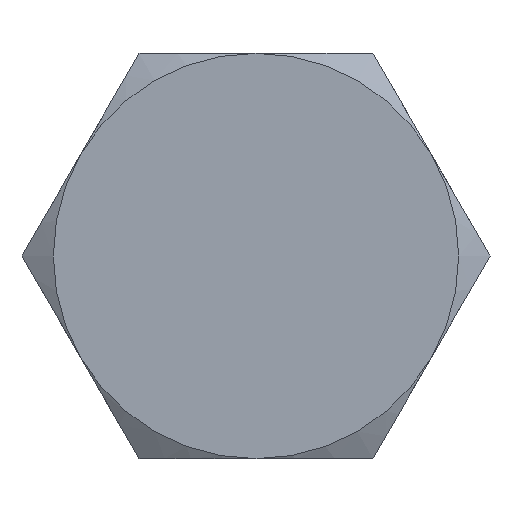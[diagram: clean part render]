
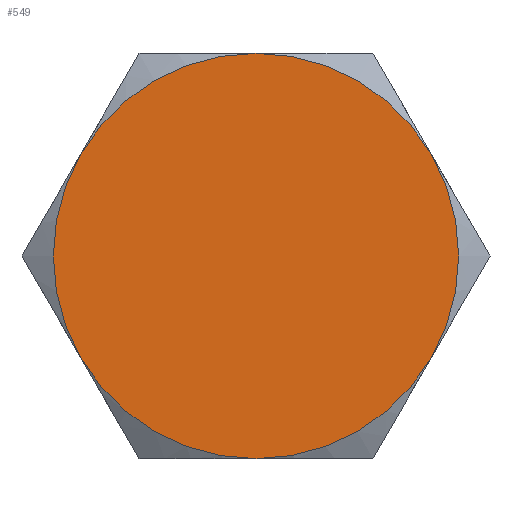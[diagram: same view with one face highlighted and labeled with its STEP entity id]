
A CAD part, front view. The second image highlights one B-rep face of the part: STEP entity #549.
In plain terms, the highlighted planar face has unit normal (0, -1, 0).
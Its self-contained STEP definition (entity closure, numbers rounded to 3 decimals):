
#4 = CARTESIAN_POINT ( 'NONE',  ( 0., 0., 0. ) ) ;
#8 = DIRECTION ( 'NONE',  ( 0., -1., 0. ) ) ;
#11 = DIRECTION ( 'NONE',  ( 0., 0., -1. ) ) ;
#12 = EDGE_CURVE ( 'NONE', #583, #666, #286, .T. ) ;
#15 = EDGE_LOOP ( 'NONE', ( #429, #305, #592, #371, #618, #660 ) ) ;
#42 = EDGE_CURVE ( 'NONE', #289, #583, #453, .T. ) ;
#66 = EDGE_CURVE ( 'NONE', #133, #289, #412, .T. ) ;
#70 = CARTESIAN_POINT ( 'NONE',  ( 0., 0., 0. ) ) ;
#75 = DIRECTION ( 'NONE',  ( 0., -1., 0. ) ) ;
#80 = DIRECTION ( 'NONE',  ( 0., 0., -1. ) ) ;
#84 = EDGE_CURVE ( 'NONE', #514, #133, #539, .T. ) ;
#100 = CARTESIAN_POINT ( 'NONE',  ( 11.691, 0., -6.75 ) ) ;
#105 = CARTESIAN_POINT ( 'NONE',  ( 0., 0., 0. ) ) ;
#131 = AXIS2_PLACEMENT_3D ( 'NONE', #803, #899, #151 ) ;
#133 = VERTEX_POINT ( 'NONE', #516 ) ;
#136 = EDGE_CURVE ( 'NONE', #666, #227, #615, .T. ) ;
#151 = DIRECTION ( 'NONE',  ( 0., 0., -1. ) ) ;
#198 = CARTESIAN_POINT ( 'NONE',  ( 0., 0., 0. ) ) ;
#200 = DIRECTION ( 'NONE',  ( 0., 0., -1. ) ) ;
#208 = AXIS2_PLACEMENT_3D ( 'NONE', #4, #8, #11 ) ;
#227 = VERTEX_POINT ( 'NONE', #100 ) ;
#286 = CIRCLE ( 'NONE', #976, 13.5 ) ;
#289 = VERTEX_POINT ( 'NONE', #824 ) ;
#305 = ORIENTED_EDGE ( 'NONE', *, *, #370, .T. ) ;
#311 = CARTESIAN_POINT ( 'NONE',  ( 11.691, 0., 6.75 ) ) ;
#342 = AXIS2_PLACEMENT_3D ( 'NONE', #198, #504, #505 ) ;
#353 = CIRCLE ( 'NONE', #131, 13.5 ) ;
#356 = CARTESIAN_POINT ( 'NONE',  ( 0., 0., -13.5 ) ) ;
#370 = EDGE_CURVE ( 'NONE', #227, #514, #353, .T. ) ;
#371 = ORIENTED_EDGE ( 'NONE', *, *, #66, .T. ) ;
#412 = CIRCLE ( 'NONE', #774, 13.5 ) ;
#427 = DIRECTION ( 'NONE',  ( 0., -1., 0. ) ) ;
#429 = ORIENTED_EDGE ( 'NONE', *, *, #136, .T. ) ;
#453 = CIRCLE ( 'NONE', #822, 13.5 ) ;
#475 = CARTESIAN_POINT ( 'NONE',  ( 0., 0., 0. ) ) ;
#480 = DIRECTION ( 'NONE',  ( 0., -1., 0. ) ) ;
#504 = DIRECTION ( 'NONE',  ( 0., -1., 0. ) ) ;
#505 = DIRECTION ( 'NONE',  ( 0., 0., -1. ) ) ;
#514 = VERTEX_POINT ( 'NONE', #311 ) ;
#516 = CARTESIAN_POINT ( 'NONE',  ( 0., 0., 13.5 ) ) ;
#539 = CIRCLE ( 'NONE', #342, 13.5 ) ;
#549 = ADVANCED_FACE ( 'NONE', ( #908 ), #991, .T. ) ;
#583 = VERTEX_POINT ( 'NONE', #608 ) ;
#592 = ORIENTED_EDGE ( 'NONE', *, *, #84, .T. ) ;
#608 = CARTESIAN_POINT ( 'NONE',  ( -11.691, 0., -6.75 ) ) ;
#612 = DIRECTION ( 'NONE',  ( 0., 0., -1. ) ) ;
#615 = CIRCLE ( 'NONE', #208, 13.5 ) ;
#618 = ORIENTED_EDGE ( 'NONE', *, *, #42, .T. ) ;
#660 = ORIENTED_EDGE ( 'NONE', *, *, #12, .T. ) ;
#666 = VERTEX_POINT ( 'NONE', #356 ) ;
#774 = AXIS2_PLACEMENT_3D ( 'NONE', #475, #480, #612 ) ;
#801 = AXIS2_PLACEMENT_3D ( 'NONE', #969, #891, #950 ) ;
#803 = CARTESIAN_POINT ( 'NONE',  ( 0., 0., 0. ) ) ;
#822 = AXIS2_PLACEMENT_3D ( 'NONE', #70, #75, #80 ) ;
#824 = CARTESIAN_POINT ( 'NONE',  ( -11.691, 0., 6.75 ) ) ;
#891 = DIRECTION ( 'NONE',  ( 0., -1., 0. ) ) ;
#899 = DIRECTION ( 'NONE',  ( 0., -1., 0. ) ) ;
#908 = FACE_OUTER_BOUND ( 'NONE', #15, .T. ) ;
#950 = DIRECTION ( 'NONE',  ( 0., 0., -1. ) ) ;
#969 = CARTESIAN_POINT ( 'NONE',  ( 13.5, 0., 0. ) ) ;
#976 = AXIS2_PLACEMENT_3D ( 'NONE', #105, #427, #200 ) ;
#991 = PLANE ( 'NONE',  #801 ) ;
